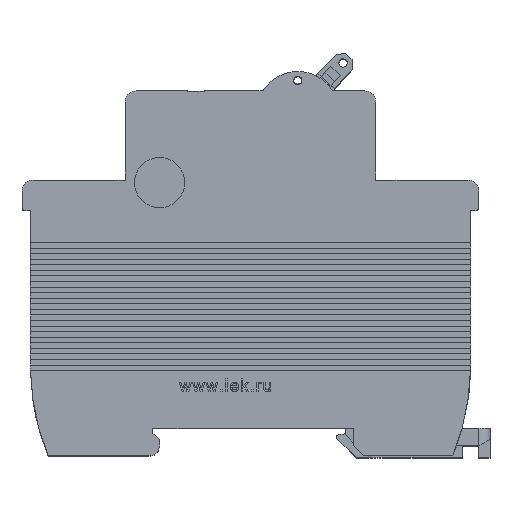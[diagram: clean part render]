
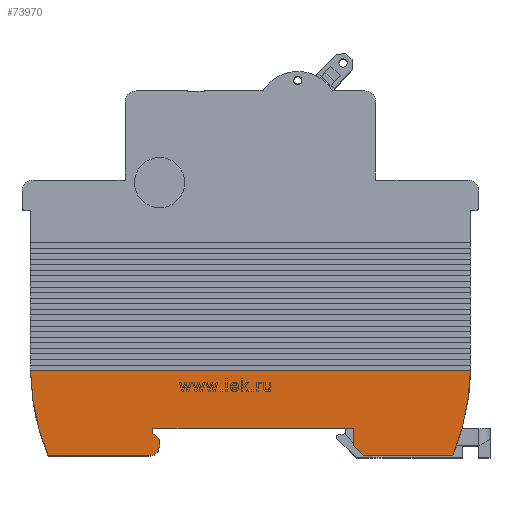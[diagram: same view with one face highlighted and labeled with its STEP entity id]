
A CAD part, top view. The second image highlights one B-rep face of the part: STEP entity #73970.
In plain terms, the highlighted planar face has unit normal (0, 0, 1).
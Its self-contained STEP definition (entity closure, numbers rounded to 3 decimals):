
#628 = VERTEX_POINT ( 'NONE', #75625 ) ;
#677 = FACE_OUTER_BOUND ( 'NONE', #62797, .T. ) ;
#928 = DIRECTION ( 'NONE',  ( 1., 0., 0. ) ) ;
#983 = DIRECTION ( 'NONE',  ( 0.707, -0.707, 0. ) ) ;
#1196 = ORIENTED_EDGE ( 'NONE', *, *, #73704, .T. ) ;
#1506 = ORIENTED_EDGE ( 'NONE', *, *, #105270, .T. ) ;
#2447 = DIRECTION ( 'NONE',  ( -1., 0., 0. ) ) ;
#3776 = VECTOR ( 'NONE', #113613, 1000. ) ;
#4454 = EDGE_CURVE ( 'NONE', #23691, #14227, #85031, .T. ) ;
#5152 = CARTESIAN_POINT ( 'NONE',  ( -3.039, 1.414, 9. ) ) ;
#5633 = AXIS2_PLACEMENT_3D ( 'NONE', #117234, #57339, #127275 ) ;
#7869 = EDGE_CURVE ( 'NONE', #116419, #23691, #96864, .T. ) ;
#8915 = VECTOR ( 'NONE', #62086, 1000. ) ;
#8988 = VERTEX_POINT ( 'NONE', #5152 ) ;
#13226 = AXIS2_PLACEMENT_3D ( 'NONE', #49381, #119289, #59386 ) ;
#14227 = VERTEX_POINT ( 'NONE', #111412 ) ;
#16989 = EDGE_CURVE ( 'NONE', #109182, #119886, #50263, .T. ) ;
#18470 = ORIENTED_EDGE ( 'NONE', *, *, #39046, .F. ) ;
#20472 = DIRECTION ( 'NONE',  ( -1., 0., 0. ) ) ;
#22819 = CARTESIAN_POINT ( 'NONE',  ( -55.639, 4.414, 9. ) ) ;
#23691 = VERTEX_POINT ( 'NONE', #85413 ) ;
#28097 = VERTEX_POINT ( 'NONE', #22819 ) ;
#30703 = LINE ( 'NONE', #43778, #107303 ) ;
#31348 = CARTESIAN_POINT ( 'NONE',  ( -56.839, 5.414, 9. ) ) ;
#31425 = ORIENTED_EDGE ( 'NONE', *, *, #98941, .F. ) ;
#35046 = VECTOR ( 'NONE', #41422, 1000. ) ;
#39046 = EDGE_CURVE ( 'NONE', #78987, #628, #95878, .T. ) ;
#41422 = DIRECTION ( 'NONE',  ( 1., 0., 0. ) ) ;
#42001 = CIRCLE ( 'NONE', #54530, 43.114 ) ;
#42701 = VECTOR ( 'NONE', #109095, 1000. ) ;
#43560 = ORIENTED_EDGE ( 'NONE', *, *, #66949, .F. ) ;
#43778 = CARTESIAN_POINT ( 'NONE',  ( -20.639, 6.414, 9. ) ) ;
#46247 = CARTESIAN_POINT ( 'NONE',  ( -19.039, 1.414, 9. ) ) ;
#48830 = EDGE_CURVE ( 'NONE', #8988, #72660, #59362, .T. ) ;
#49001 = ORIENTED_EDGE ( 'NONE', *, *, #66814, .T. ) ;
#49381 = CARTESIAN_POINT ( 'NONE',  ( -35.725, 17.714, 9. ) ) ;
#49527 = EDGE_CURVE ( 'NONE', #14227, #8988, #42001, .T. ) ;
#50263 = CIRCLE ( 'NONE', #5633, 2. ) ;
#51750 = AXIS2_PLACEMENT_3D ( 'NONE', #120528, #60628, #928 ) ;
#52513 = ORIENTED_EDGE ( 'NONE', *, *, #4454, .F. ) ;
#54530 = AXIS2_PLACEMENT_3D ( 'NONE', #122025, #62114, #2447 ) ;
#57339 = DIRECTION ( 'NONE',  ( 0., 0., 1. ) ) ;
#59175 = CARTESIAN_POINT ( 'NONE',  ( -20.839, 1.103, 9. ) ) ;
#59362 = LINE ( 'NONE', #90375, #76594 ) ;
#59386 = DIRECTION ( 'NONE',  ( 1., 0., 0. ) ) ;
#60628 = DIRECTION ( 'NONE',  ( 0., 0., 1. ) ) ;
#61335 = CARTESIAN_POINT ( 'NONE',  ( -56.839, 6.414, 9. ) ) ;
#62086 = DIRECTION ( 'NONE',  ( -0.768, 0.64, 0. ) ) ;
#62114 = DIRECTION ( 'NONE',  ( 0., 0., -1. ) ) ;
#62797 = EDGE_LOOP ( 'NONE', ( #95024, #52513, #81262, #63736, #80763, #1196, #49001, #31425, #43560, #18470, #1506, #113477 ) ) ;
#63736 = ORIENTED_EDGE ( 'NONE', *, *, #105844, .F. ) ;
#66814 = EDGE_CURVE ( 'NONE', #28097, #103387, #85438, .T. ) ;
#66949 = EDGE_CURVE ( 'NONE', #628, #101312, #30703, .T. ) ;
#71410 = DIRECTION ( 'NONE',  ( 0., -1., 0. ) ) ;
#71901 = LINE ( 'NONE', #79830, #121964 ) ;
#72429 = CARTESIAN_POINT ( 'NONE',  ( -57.639, 1.414, 9. ) ) ;
#72660 = VERTEX_POINT ( 'NONE', #46247 ) ;
#73356 = CARTESIAN_POINT ( 'NONE',  ( -55.639, 3.414, 9. ) ) ;
#73704 = EDGE_CURVE ( 'NONE', #119886, #28097, #110041, .T. ) ;
#73970 = ADVANCED_FACE ( 'NONE', ( #677 ), #99637, .T. ) ;
#75426 = VECTOR ( 'NONE', #983, 1000. ) ;
#75625 = CARTESIAN_POINT ( 'NONE',  ( -20.839, 6.414, 9. ) ) ;
#76594 = VECTOR ( 'NONE', #20472, 1000. ) ;
#78597 = LINE ( 'NONE', #120589, #75426 ) ;
#78987 = VERTEX_POINT ( 'NONE', #122654 ) ;
#79427 = CARTESIAN_POINT ( 'NONE',  ( -75.639, 1.414, 9. ) ) ;
#79830 = CARTESIAN_POINT ( 'NONE',  ( -56.739, 1.414, 9. ) ) ;
#80763 = ORIENTED_EDGE ( 'NONE', *, *, #16989, .T. ) ;
#81262 = ORIENTED_EDGE ( 'NONE', *, *, #7869, .F. ) ;
#81996 = VECTOR ( 'NONE', #71410, 1000. ) ;
#85031 = LINE ( 'NONE', #121372, #35046 ) ;
#85413 = CARTESIAN_POINT ( 'NONE',  ( -78.828, 16.714, 9. ) ) ;
#85438 = LINE ( 'NONE', #121992, #8915 ) ;
#86638 = CARTESIAN_POINT ( 'NONE',  ( -55.639, 3.414, 9. ) ) ;
#90375 = CARTESIAN_POINT ( 'NONE',  ( 0.411, 1.414, 9. ) ) ;
#95024 = ORIENTED_EDGE ( 'NONE', *, *, #49527, .F. ) ;
#95878 = LINE ( 'NONE', #59175, #42701 ) ;
#96864 = CIRCLE ( 'NONE', #13226, 43.114 ) ;
#97080 = CARTESIAN_POINT ( 'NONE',  ( -56.839, 6.414, 9. ) ) ;
#98941 = EDGE_CURVE ( 'NONE', #101312, #103387, #108640, .T. ) ;
#99637 = PLANE ( 'NONE',  #51750 ) ;
#100370 = DIRECTION ( 'NONE',  ( -1., 0., 0. ) ) ;
#101312 = VERTEX_POINT ( 'NONE', #97080 ) ;
#103387 = VERTEX_POINT ( 'NONE', #31348 ) ;
#105270 = EDGE_CURVE ( 'NONE', #78987, #72660, #78597, .T. ) ;
#105844 = EDGE_CURVE ( 'NONE', #109182, #116419, #71901, .T. ) ;
#107303 = VECTOR ( 'NONE', #123722, 1000. ) ;
#108640 = LINE ( 'NONE', #61335, #81996 ) ;
#109095 = DIRECTION ( 'NONE',  ( 0., 1., 0. ) ) ;
#109182 = VERTEX_POINT ( 'NONE', #72429 ) ;
#110041 = LINE ( 'NONE', #73356, #3776 ) ;
#111412 = CARTESIAN_POINT ( 'NONE',  ( 0.149, 16.714, 9. ) ) ;
#113477 = ORIENTED_EDGE ( 'NONE', *, *, #48830, .F. ) ;
#113613 = DIRECTION ( 'NONE',  ( 0., 1., 0. ) ) ;
#116419 = VERTEX_POINT ( 'NONE', #79427 ) ;
#117234 = CARTESIAN_POINT ( 'NONE',  ( -57.639, 3.414, 9. ) ) ;
#119289 = DIRECTION ( 'NONE',  ( 0., 0., -1. ) ) ;
#119886 = VERTEX_POINT ( 'NONE', #86638 ) ;
#120528 = CARTESIAN_POINT ( 'NONE',  ( -51.789, 65.114, 9. ) ) ;
#120589 = CARTESIAN_POINT ( 'NONE',  ( -20.839, 3.214, 9. ) ) ;
#121372 = CARTESIAN_POINT ( 'NONE',  ( -78.839, 16.714, 9. ) ) ;
#121964 = VECTOR ( 'NONE', #100370, 1000. ) ;
#121992 = CARTESIAN_POINT ( 'NONE',  ( -55.639, 4.414, 9. ) ) ;
#122025 = CARTESIAN_POINT ( 'NONE',  ( -42.953, 17.714, 9. ) ) ;
#122654 = CARTESIAN_POINT ( 'NONE',  ( -20.839, 3.214, 9. ) ) ;
#123722 = DIRECTION ( 'NONE',  ( -1., 0., 0. ) ) ;
#127275 = DIRECTION ( 'NONE',  ( 1., 0., 0. ) ) ;
